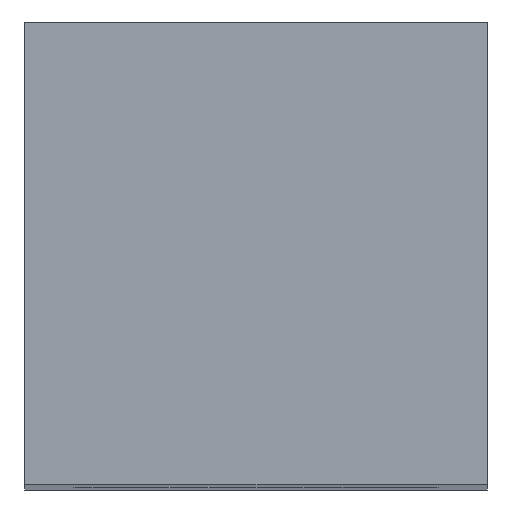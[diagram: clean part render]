
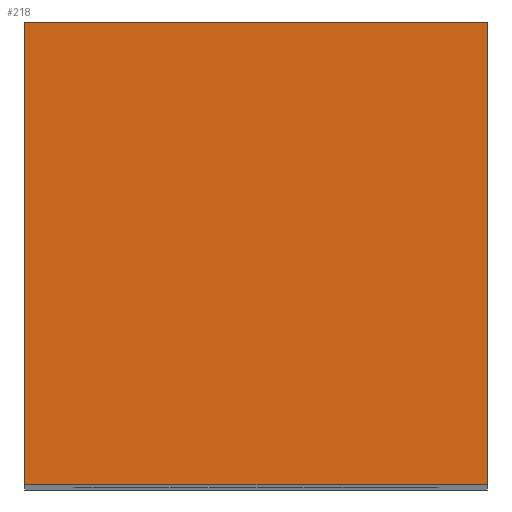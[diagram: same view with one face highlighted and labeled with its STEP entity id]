
A CAD part, top view. The second image highlights one B-rep face of the part: STEP entity #218.
In plain terms, the highlighted planar face has unit normal (0, 0, 1).
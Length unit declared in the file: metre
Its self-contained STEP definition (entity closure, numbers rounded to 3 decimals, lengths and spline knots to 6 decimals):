
#20=LINE('',#340,#34);
#24=LINE('',#355,#38);
#27=LINE('',#368,#41);
#29=LINE('',#375,#43);
#34=VECTOR('',#275,1.);
#38=VECTOR('',#287,1.);
#41=VECTOR('',#300,1.);
#43=VECTOR('',#308,1.);
#74=ORIENTED_EDGE('',*,*,#117,.F.);
#75=ORIENTED_EDGE('',*,*,#103,.T.);
#76=ORIENTED_EDGE('',*,*,#121,.T.);
#77=ORIENTED_EDGE('',*,*,#110,.F.);
#103=EDGE_CURVE('',#130,#129,#20,.T.);
#110=EDGE_CURVE('',#136,#137,#24,.T.);
#117=EDGE_CURVE('',#130,#136,#27,.T.);
#121=EDGE_CURVE('',#129,#137,#29,.T.);
#129=VERTEX_POINT('',#339);
#130=VERTEX_POINT('',#341);
#136=VERTEX_POINT('',#354);
#137=VERTEX_POINT('',#356);
#170=EDGE_LOOP('',(#74,#75,#76,#77));
#196=FACE_BOUND('',#170,.T.);
#212=PLANE('',#255);
#218=ADVANCED_FACE('',(#196),#212,.T.);
#255=AXIS2_PLACEMENT_3D('',#376,#309,#310);
#275=DIRECTION('',(0.,-1.,0.));
#287=DIRECTION('',(0.,-1.,0.));
#300=DIRECTION('',(1.,0.,0.));
#308=DIRECTION('',(1.,0.,0.));
#309=DIRECTION('',(0.,0.,1.));
#310=DIRECTION('',(1.,0.,0.));
#339=CARTESIAN_POINT('',(0.009414,-0.014945,0.08));
#340=CARTESIAN_POINT('',(0.009414,-0.008595,0.08));
#341=CARTESIAN_POINT('',(0.009414,-0.002245,0.08));
#354=CARTESIAN_POINT('',(0.022114,-0.002245,0.08));
#355=CARTESIAN_POINT('',(0.022114,-0.008595,0.08));
#356=CARTESIAN_POINT('',(0.022114,-0.014945,0.08));
#368=CARTESIAN_POINT('',(0.015764,-0.002245,0.08));
#375=CARTESIAN_POINT('',(0.015764,-0.014945,0.08));
#376=CARTESIAN_POINT('',(0.015764,-0.008595,0.08));
